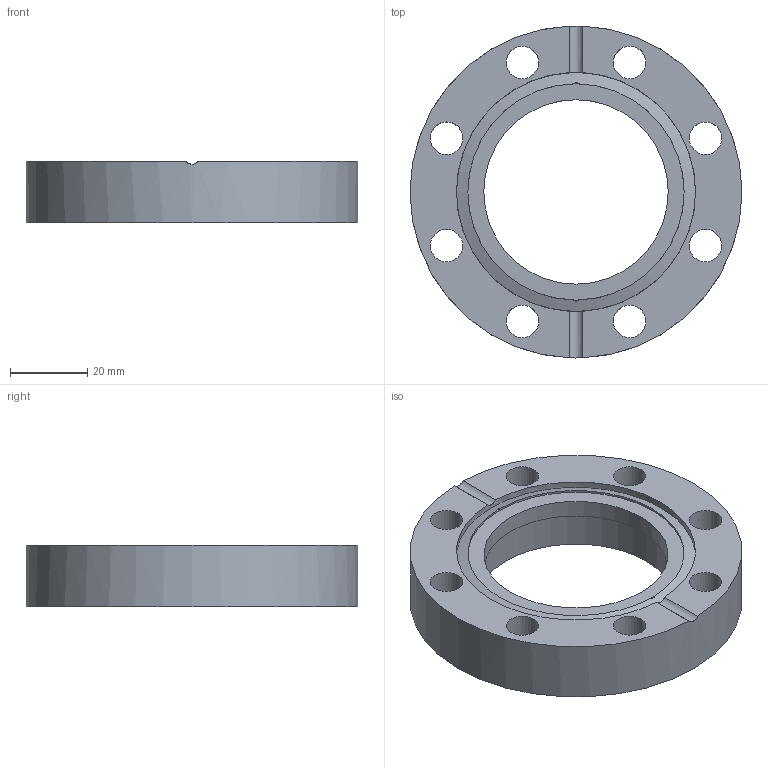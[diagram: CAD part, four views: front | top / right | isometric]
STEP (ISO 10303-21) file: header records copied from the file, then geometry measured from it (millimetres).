
FILE_DESCRIPTION(/* description */ ('CF338-200'),/* implementation_level */ '2;1');
FILE_NAME(/* name */ '5000090h.stp',/* time_stamp */ '2022-10-10T14:34:09-04:00',/* author */ ('Sana_M'),/* organization */ (''),/* preprocessor_version */ 'ST-DEVELOPER v19',/* originating_system */ 'Autodesk Inventor 2023',/* authorisation */ 'CF338 2 IN BORE SS FLANGE');
FILE_SCHEMA (('AUTOMOTIVE_DESIGN { 1 0 10303 214 3 1 1 }'));
Length unit declared in the file: inch
Products named in the file (1): 5000090
Bounding box: 85.72 x 85.72 x 15.88 mm (x, y, z)
Volume: 52077.1 mm3; surface area: 17500.5 mm2
Topology: 1 solids, 1 shells, 23 faces, 61 edges, 41 vertices
Faces by surface type: cylinder 17, plane 5, cone 1
Full cylindrical faces by diameter (mm): 8.433 x8, 47.625 x1, 51.054 x1, 55.88 x1, 61.747 x1, 85.725 x1
Entity records: 881 total; most frequent: CARTESIAN_POINT 219, DIRECTION 126, ORIENTED_EDGE 122, EDGE_CURVE 61, AXIS2_PLACEMENT_3D 54, EDGE_LOOP 42, VERTEX_POINT 41, CIRCLE 30
